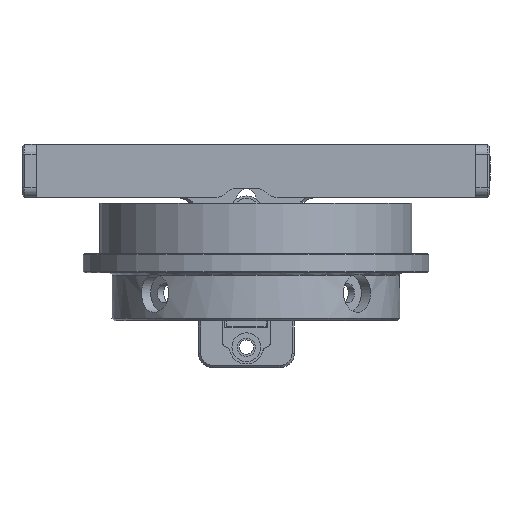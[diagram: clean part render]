
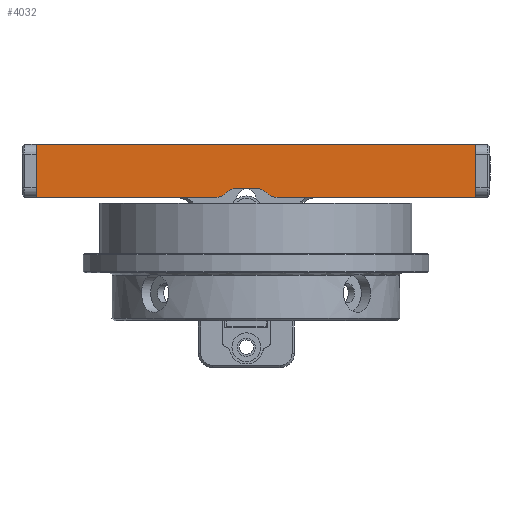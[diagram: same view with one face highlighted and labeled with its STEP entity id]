
A CAD part, left-side view. The second image highlights one B-rep face of the part: STEP entity #4032.
In plain terms, the highlighted planar face has unit normal (-1, 0, 0).
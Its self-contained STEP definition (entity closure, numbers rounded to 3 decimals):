
#217=PLANE('',#4464);
#424=FACE_OUTER_BOUND('',#673,.T.);
#673=EDGE_LOOP('',(#3489,#3490,#3491,#3492,#3493,#3494,#3495,#3496,#3497,
#3498));
#938=LINE('',#6417,#1291);
#953=LINE('',#6470,#1306);
#980=LINE('',#6546,#1333);
#984=LINE('',#6559,#1337);
#1000=LINE('',#6619,#1353);
#1045=LINE('',#6742,#1398);
#1291=VECTOR('',#5167,10.);
#1306=VECTOR('',#5214,10.);
#1333=VECTOR('',#5303,10.);
#1337=VECTOR('',#5317,10.);
#1353=VECTOR('',#5385,10.);
#1398=VECTOR('',#5526,10.);
#1610=CIRCLE('',#4463,3.);
#1611=CIRCLE('',#4465,3.);
#1612=CIRCLE('',#4466,3.);
#1613=CIRCLE('',#4467,3.);
#1864=VERTEX_POINT('',#6414);
#1865=VERTEX_POINT('',#6416);
#1886=VERTEX_POINT('',#6467);
#1887=VERTEX_POINT('',#6469);
#1905=VERTEX_POINT('',#6545);
#1927=VERTEX_POINT('',#6618);
#1954=VERTEX_POINT('',#6733);
#1955=VERTEX_POINT('',#6737);
#1956=VERTEX_POINT('',#6739);
#1957=VERTEX_POINT('',#6741);
#2323=EDGE_CURVE('',#1864,#1865,#938,.F.);
#2350=EDGE_CURVE('',#1887,#1886,#953,.T.);
#2388=EDGE_CURVE('',#1865,#1905,#980,.T.);
#2395=EDGE_CURVE('',#1887,#1864,#984,.F.);
#2424=EDGE_CURVE('',#1927,#1905,#1000,.T.);
#2482=EDGE_CURVE('',#1927,#1954,#1610,.T.);
#2484=EDGE_CURVE('',#1955,#1886,#1611,.T.);
#2485=EDGE_CURVE('',#1955,#1956,#1612,.F.);
#2486=EDGE_CURVE('',#1956,#1957,#1045,.T.);
#2487=EDGE_CURVE('',#1957,#1954,#1613,.F.);
#3489=ORIENTED_EDGE('',*,*,#2482,.F.);
#3490=ORIENTED_EDGE('',*,*,#2424,.T.);
#3491=ORIENTED_EDGE('',*,*,#2388,.F.);
#3492=ORIENTED_EDGE('',*,*,#2323,.F.);
#3493=ORIENTED_EDGE('',*,*,#2395,.F.);
#3494=ORIENTED_EDGE('',*,*,#2350,.T.);
#3495=ORIENTED_EDGE('',*,*,#2484,.F.);
#3496=ORIENTED_EDGE('',*,*,#2485,.T.);
#3497=ORIENTED_EDGE('',*,*,#2486,.T.);
#3498=ORIENTED_EDGE('',*,*,#2487,.T.);
#4032=ADVANCED_FACE('',(#424),#217,.F.);
#4463=AXIS2_PLACEMENT_3D('',#6734,#5517,#5518);
#4464=AXIS2_PLACEMENT_3D('',#6736,#5520,#5521);
#4465=AXIS2_PLACEMENT_3D('',#6738,#5522,#5523);
#4466=AXIS2_PLACEMENT_3D('',#6740,#5524,#5525);
#4467=AXIS2_PLACEMENT_3D('',#6743,#5527,#5528);
#5167=DIRECTION('',(0.,1.,0.));
#5214=DIRECTION('',(0.,-1.,0.));
#5303=DIRECTION('',(0.,0.,-1.));
#5317=DIRECTION('',(0.,0.,-1.));
#5385=DIRECTION('',(0.,-1.,0.));
#5517=DIRECTION('center_axis',(1.,0.,0.));
#5518=DIRECTION('ref_axis',(0.,0.392,-0.92));
#5520=DIRECTION('center_axis',(1.,0.,0.));
#5521=DIRECTION('ref_axis',(0.,0.,
1.));
#5522=DIRECTION('center_axis',(1.,0.,0.));
#5523=DIRECTION('ref_axis',(0.,-0.392,-0.92));
#5524=DIRECTION('center_axis',(-1.,0.,0.));
#5525=DIRECTION('ref_axis',(0.,0.,-1.));
#5526=DIRECTION('',(0.,-1.,0.));
#5527=DIRECTION('center_axis',(-1.,0.,0.));
#5528=DIRECTION('ref_axis',(0.,0.,-1.));
#6414=CARTESIAN_POINT('',(40.,45.75,39.));
#6416=CARTESIAN_POINT('',(40.,-45.75,39.));
#6417=CARTESIAN_POINT('',(40.,14.,39.));
#6467=CARTESIAN_POINT('',(40.,8.392,28.));
#6469=CARTESIAN_POINT('',(40.,45.75,28.));
#6470=CARTESIAN_POINT('',(40.,2.,28.));
#6545=CARTESIAN_POINT('',(40.,-45.75,28.));
#6546=CARTESIAN_POINT('',(40.,-45.75,59.25));
#6559=CARTESIAN_POINT('',(40.,45.75,59.25));
#6618=CARTESIAN_POINT('',(40.,-4.392,28.));
#6619=CARTESIAN_POINT('',(40.,-18.,28.));
#6733=CARTESIAN_POINT('',(40.,-2.23,28.92));
#6734=CARTESIAN_POINT('Origin',(40.,-4.392,31.));
#6736=CARTESIAN_POINT('Origin',(40.,-4.,14.5));
#6737=CARTESIAN_POINT('',(40.,6.23,28.92));
#6738=CARTESIAN_POINT('Origin',(40.,8.392,31.));
#6739=CARTESIAN_POINT('',(40.,4.069,29.839));
#6740=CARTESIAN_POINT('Origin',(40.,4.069,26.839));
#6741=CARTESIAN_POINT('',(40.,-0.069,29.839));
#6742=CARTESIAN_POINT('',(40.,1.434,29.839));
#6743=CARTESIAN_POINT('Origin',(40.,-0.069,26.839));
